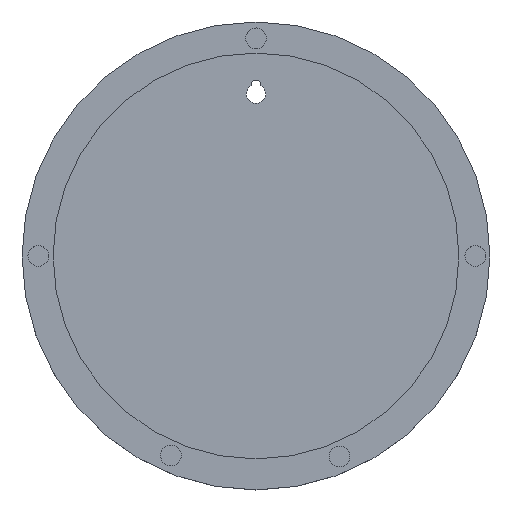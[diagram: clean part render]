
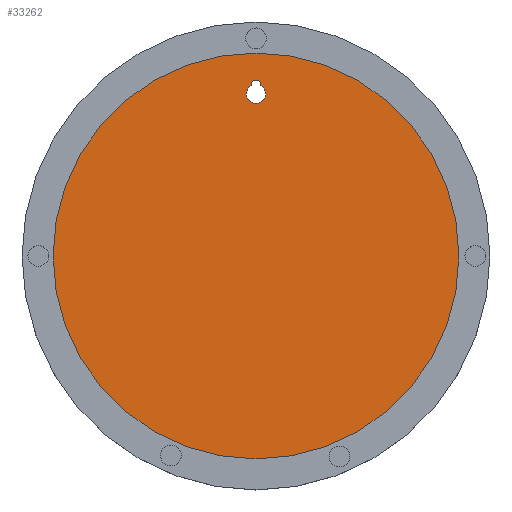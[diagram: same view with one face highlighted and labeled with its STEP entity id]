
A CAD part, top view. The second image highlights one B-rep face of the part: STEP entity #33262.
In plain terms, the highlighted planar face has unit normal (0, 0, 1).
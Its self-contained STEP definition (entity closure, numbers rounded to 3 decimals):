
#17=CIRCLE('',#34244,4.);
#19=CIRCLE('',#34247,98.);
#20=CIRCLE('',#34248,2.);
#74=FACE_BOUND('',#6091,.T.);
#4304=FACE_OUTER_BOUND('',#6090,.T.);
#6090=EDGE_LOOP('',(#29117));
#6091=EDGE_LOOP('',(#29118,#29119));
#15955=VERTEX_POINT('',#62784);
#15956=VERTEX_POINT('',#62785);
#15959=VERTEX_POINT('',#62793);
#20808=EDGE_CURVE('',#15955,#15956,#17,.T.);
#20812=EDGE_CURVE('',#15959,#15959,#19,.T.);
#20813=EDGE_CURVE('',#15956,#15955,#20,.T.);
#29117=ORIENTED_EDGE('',*,*,#20812,.T.);
#29118=ORIENTED_EDGE('',*,*,#20808,.T.);
#29119=ORIENTED_EDGE('',*,*,#20813,.T.);
#31512=PLANE('',#34246);
#33262=ADVANCED_FACE('',(#4304,#74),#31512,.T.);
#34244=AXIS2_PLACEMENT_3D('',#62786,#39429,#39430);
#34246=AXIS2_PLACEMENT_3D('',#62792,#39435,#39436);
#34247=AXIS2_PLACEMENT_3D('',#62794,#39437,#39438);
#34248=AXIS2_PLACEMENT_3D('',#62795,#39439,#39440);
#39429=DIRECTION('center_axis',(0.,0.,-1.));
#39430=DIRECTION('ref_axis',(1.,0.,0.));
#39435=DIRECTION('center_axis',(0.,0.,1.));
#39436=DIRECTION('ref_axis',(1.,0.,0.));
#39437=DIRECTION('center_axis',(0.,0.,1.));
#39438=DIRECTION('ref_axis',(1.,0.,0.));
#39439=DIRECTION('center_axis',(0.,0.,-1.));
#39440=DIRECTION('ref_axis',(1.,0.,0.));
#62784=CARTESIAN_POINT('',(1.962,71.332,2.));
#62785=CARTESIAN_POINT('',(-1.962,71.332,2.));
#62786=CARTESIAN_POINT('Origin',(0.,67.846,2.));
#62792=CARTESIAN_POINT('Origin',(0.,0.,2.));
#62793=CARTESIAN_POINT('',(-98.,0.,2.));
#62794=CARTESIAN_POINT('Origin',(0.,0.,2.));
#62795=CARTESIAN_POINT('Origin',(0.,71.722,2.));
